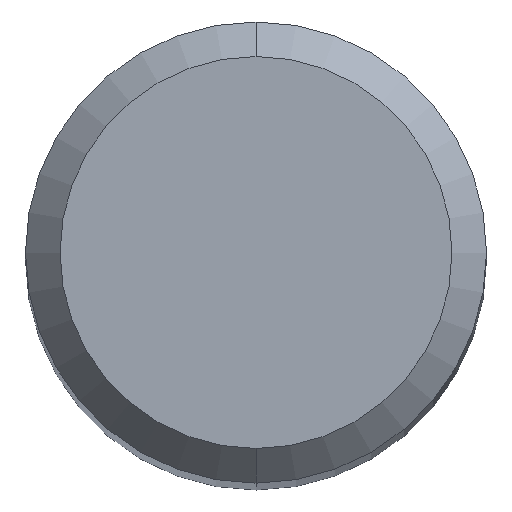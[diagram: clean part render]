
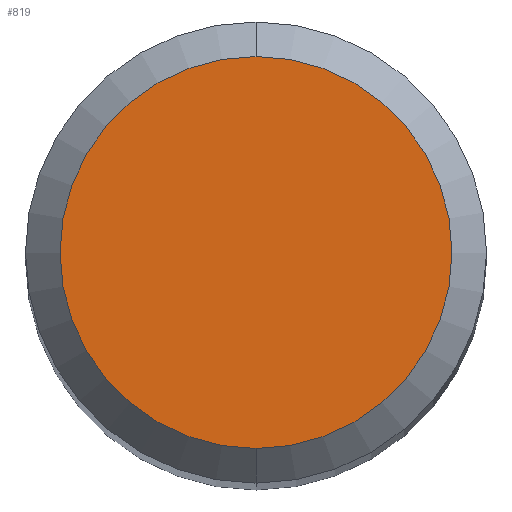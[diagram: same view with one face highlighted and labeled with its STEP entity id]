
A CAD part, top view. The second image highlights one B-rep face of the part: STEP entity #819.
In plain terms, the highlighted planar face has unit normal (0, 0, 1).
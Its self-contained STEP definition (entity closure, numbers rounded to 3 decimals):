
#449=VERTEX_POINT('',#1252);
#487=EDGE_CURVE('',#449,#749,#1293,.T.);
#749=VERTEX_POINT('',#1580);
#819=ADVANCED_FACE('',(#1655),#1656,.T.);
#1105=EDGE_CURVE('',#749,#449,#1972,.T.);
#1252=CARTESIAN_POINT('',(0.,-1.7,0.0));
#1293=CIRCLE('',#2318,1.7);
#1580=CARTESIAN_POINT('',(0.0,1.7,0.0));
#1655=FACE_OUTER_BOUND('',#3745,.T.);
#1656=PLANE('',#3746);
#1972=CIRCLE('',#5083,1.7);
#2318=AXIS2_PLACEMENT_3D('',#5445,#5446,#5447);
#3745=EDGE_LOOP('',(#5822,#5823));
#3746=AXIS2_PLACEMENT_3D('',#5824,#5825,#5826);
#5083=AXIS2_PLACEMENT_3D('',#6197,#6198,#6199);
#5445=CARTESIAN_POINT('',(0.0,0.0,0.0));
#5446=DIRECTION('',(0.0,0.0,-1.0));
#5447=DIRECTION('',(0.0,1.0,0.0));
#5822=ORIENTED_EDGE('',*,*,#1105,.F.);
#5823=ORIENTED_EDGE('',*,*,#487,.F.);
#5824=CARTESIAN_POINT('',(0.0,0.85,0.0));
#5825=DIRECTION('',(-0.0,0.0,1.0));
#5826=DIRECTION('',(0.0,-1.0,0.0));
#6197=CARTESIAN_POINT('',(0.0,0.0,0.0));
#6198=DIRECTION('',(0.0,0.0,-1.0));
#6199=DIRECTION('',(0.0,1.0,0.0));
